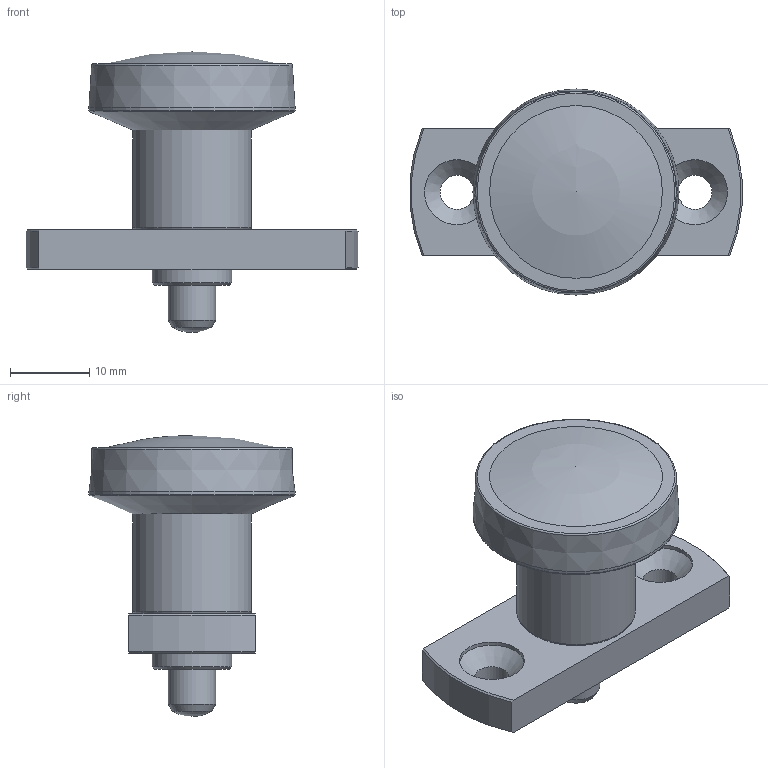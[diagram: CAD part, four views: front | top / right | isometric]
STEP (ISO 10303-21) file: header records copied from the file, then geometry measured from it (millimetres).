
FILE_DESCRIPTION( ( 'Unknown' ), '1' );
FILE_NAME( '6394405_PPF_6.stp', 'Unknown', ( 'Unknown' ), ( 'Unknown' ), 'PSStep 14.0', 'Unknown', ' ' );
FILE_SCHEMA( ( 'AUTOMOTIVE_DESIGN { 1 0 10303 214 1 1 1 1 }' ) );
Length unit declared in the file: millimetre
Products named in the file (1): 8900455
Bounding box: 41.87 x 26 x 35.45 mm (x, y, z)
Volume: 9277.9 mm3; surface area: 5737.6 mm2
Topology: 1 solids, 7 shells, 74 faces, 171 edges, 112 vertices
Faces by surface type: plane 25, cone 25, cylinder 19, torus 3, sphere 2
Full cylindrical faces by diameter (mm): 3.8 x4, 4 x2, 4.3 x2, 6 x1, 6.1 x1, 8.2 x2, 9.7 x1, 10 x2, 15 x1, 26 x1
Entity records: 2384 total; most frequent: CARTESIAN_POINT 327, DIRECTION 318, ORIENTED_EDGE 224, AXIS2_PLACEMENT_3D 147, EDGE_LOOP 128, EDGE_CURVE 112, FACE_OUTER_BOUND 94, VERTEX_POINT 92
